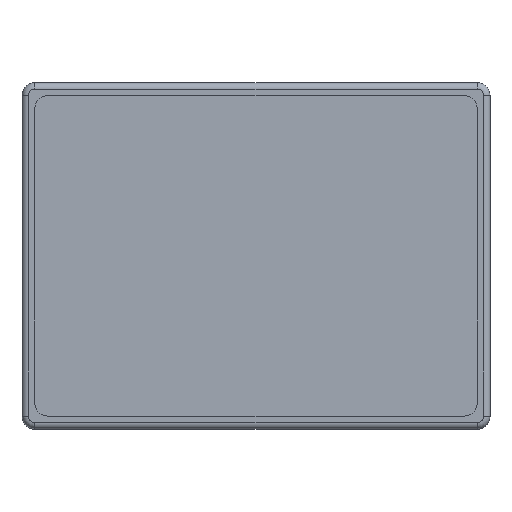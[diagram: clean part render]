
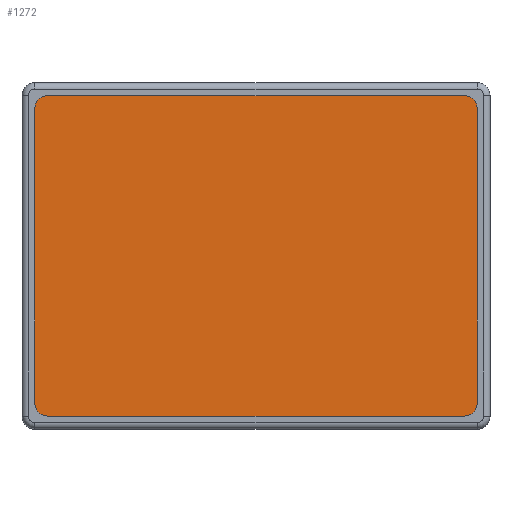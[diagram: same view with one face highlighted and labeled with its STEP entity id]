
A CAD part, top view. The second image highlights one B-rep face of the part: STEP entity #1272.
In plain terms, the highlighted planar face has unit normal (0, 0, 1).
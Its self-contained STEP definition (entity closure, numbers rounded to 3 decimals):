
#1081 = VERTEX_POINT('',#1082);
#1082 = CARTESIAN_POINT('',(30.75,2.,17.3));
#1090 = VERTEX_POINT('',#1091);
#1091 = CARTESIAN_POINT('',(-1.75,2.,17.3));
#1097 = EDGE_CURVE('',#1090,#1081,#1098,.T.);
#1098 = LINE('',#1099,#1100);
#1099 = CARTESIAN_POINT('',(-2.75,2.,17.3));
#1100 = VECTOR('',#1101,1.);
#1101 = DIRECTION('',(1.,0.,0.));
#1112 = VERTEX_POINT('',#1113);
#1113 = CARTESIAN_POINT('',(31.75,1.,17.3));
#1121 = EDGE_CURVE('',#1112,#1081,#1122,.T.);
#1122 = CIRCLE('',#1123,1.);
#1123 = AXIS2_PLACEMENT_3D('',#1124,#1125,#1126);
#1124 = CARTESIAN_POINT('',(30.75,1.,17.3));
#1125 = DIRECTION('',(0.,0.,1.));
#1126 = DIRECTION('',(0.,-1.,0.));
#1138 = EDGE_CURVE('',#1112,#1139,#1141,.T.);
#1139 = VERTEX_POINT('',#1140);
#1140 = CARTESIAN_POINT('',(31.75,-22.,17.3));
#1141 = LINE('',#1142,#1143);
#1142 = CARTESIAN_POINT('',(31.75,2.,17.3));
#1143 = VECTOR('',#1144,1.);
#1144 = DIRECTION('',(0.,-1.,0.));
#1161 = VERTEX_POINT('',#1162);
#1162 = CARTESIAN_POINT('',(30.75,-23.,17.3));
#1170 = EDGE_CURVE('',#1161,#1139,#1171,.T.);
#1171 = CIRCLE('',#1172,1.);
#1172 = AXIS2_PLACEMENT_3D('',#1173,#1174,#1175);
#1173 = CARTESIAN_POINT('',(30.75,-22.,17.3));
#1174 = DIRECTION('',(0.,0.,1.));
#1175 = DIRECTION('',(0.,-1.,0.));
#1187 = EDGE_CURVE('',#1161,#1188,#1190,.T.);
#1188 = VERTEX_POINT('',#1189);
#1189 = CARTESIAN_POINT('',(-1.75,-23.,17.3));
#1190 = LINE('',#1191,#1192);
#1191 = CARTESIAN_POINT('',(31.75,-23.,17.3));
#1192 = VECTOR('',#1193,1.);
#1193 = DIRECTION('',(-1.,0.,0.));
#1212 = VERTEX_POINT('',#1213);
#1213 = CARTESIAN_POINT('',(-2.75,-22.,17.3));
#1219 = EDGE_CURVE('',#1188,#1212,#1220,.T.);
#1220 = CIRCLE('',#1221,1.);
#1221 = AXIS2_PLACEMENT_3D('',#1222,#1223,#1224);
#1222 = CARTESIAN_POINT('',(-1.75,-22.,17.3));
#1223 = DIRECTION('',(0.,0.,-1.));
#1224 = DIRECTION('',(0.,-1.,0.));
#1235 = VERTEX_POINT('',#1236);
#1236 = CARTESIAN_POINT('',(-2.75,1.,17.3));
#1244 = EDGE_CURVE('',#1212,#1235,#1245,.T.);
#1245 = LINE('',#1246,#1247);
#1246 = CARTESIAN_POINT('',(-2.75,-23.,17.3));
#1247 = VECTOR('',#1248,1.);
#1248 = DIRECTION('',(0.,1.,0.));
#1261 = EDGE_CURVE('',#1235,#1090,#1262,.T.);
#1262 = CIRCLE('',#1263,1.);
#1263 = AXIS2_PLACEMENT_3D('',#1264,#1265,#1266);
#1264 = CARTESIAN_POINT('',(-1.75,1.,17.3));
#1265 = DIRECTION('',(0.,0.,-1.));
#1266 = DIRECTION('',(0.,-1.,0.));
#1272 = ADVANCED_FACE('',(#1273),#1283,.F.);
#1273 = FACE_BOUND('',#1274,.F.);
#1274 = EDGE_LOOP('',(#1275,#1276,#1277,#1278,#1279,#1280,#1281,#1282));
#1275 = ORIENTED_EDGE('',*,*,#1138,.T.);
#1276 = ORIENTED_EDGE('',*,*,#1170,.F.);
#1277 = ORIENTED_EDGE('',*,*,#1187,.T.);
#1278 = ORIENTED_EDGE('',*,*,#1219,.T.);
#1279 = ORIENTED_EDGE('',*,*,#1244,.T.);
#1280 = ORIENTED_EDGE('',*,*,#1261,.T.);
#1281 = ORIENTED_EDGE('',*,*,#1097,.T.);
#1282 = ORIENTED_EDGE('',*,*,#1121,.F.);
#1283 = PLANE('',#1284);
#1284 = AXIS2_PLACEMENT_3D('',#1285,#1286,#1287);
#1285 = CARTESIAN_POINT('',(14.5,-10.5,17.3));
#1286 = DIRECTION('',(0.,0.,-1.));
#1287 = DIRECTION('',(-1.,0.,0.));
